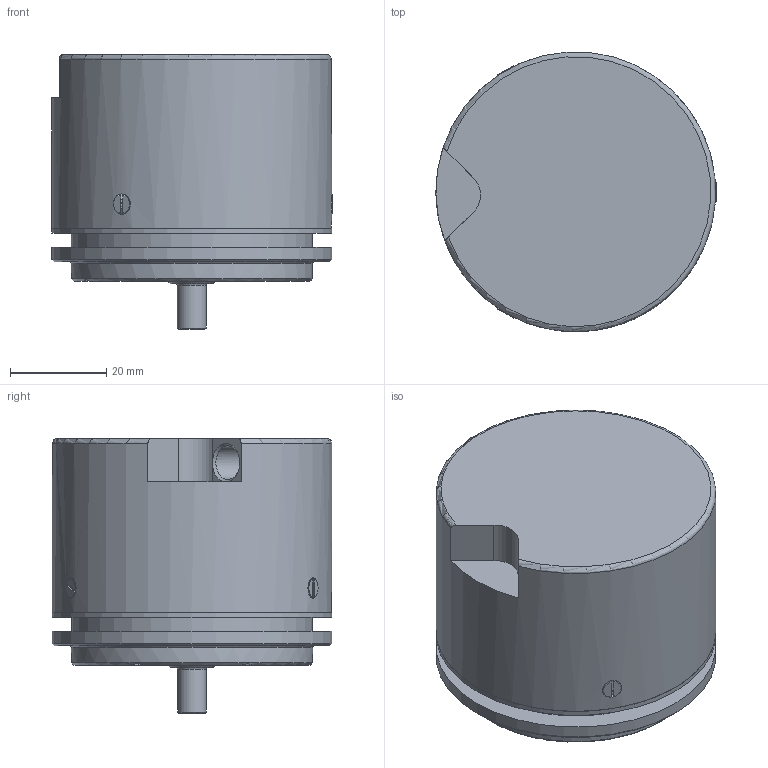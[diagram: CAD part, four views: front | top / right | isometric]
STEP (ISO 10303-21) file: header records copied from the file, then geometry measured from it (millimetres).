
FILE_DESCRIPTION(/* description */ (''),/* implementation_level */ '2;1');
FILE_NAME(/* name */ 'A58.stp',/* time_stamp */ '2015-03-19T13:25:51+02:00',/* author */ ('EdgarasA'),/* organization */ (''),/* preprocessor_version */ 'ST-DEVELOPER v15.2',/* originating_system */ 'Autodesk Inventor 2014',/* authorisation */ '');
FILE_SCHEMA (('AUTOMOTIVE_DESIGN { 1 0 10303 214 3 1 1 }'));
Length unit declared in the file: millimetre
Products named in the file (1): A58
Bounding box: 58.1 x 58 x 57 mm (x, y, z)
Surface area: 20435.5 mm2 (no closed solid volume)
Topology: 0 solids, 23 shells, 76 faces, 191 edges, 141 vertices
Faces by surface type: plane 38, cone 16, cylinder 15, torus 7
Full cylindrical faces by diameter (mm): 3.242 x3, 5.5 x2, 6 x1, 7 x1, 10 x1, 22 x1, 50 x2, 58 x3
Entity records: 2300 total; most frequent: CARTESIAN_POINT 546, DIRECTION 375, ORIENTED_EDGE 213, AXIS2_PLACEMENT_3D 171, EDGE_CURVE 145, VERTEX_POINT 131, EDGE_LOOP 130, CIRCLE 94
